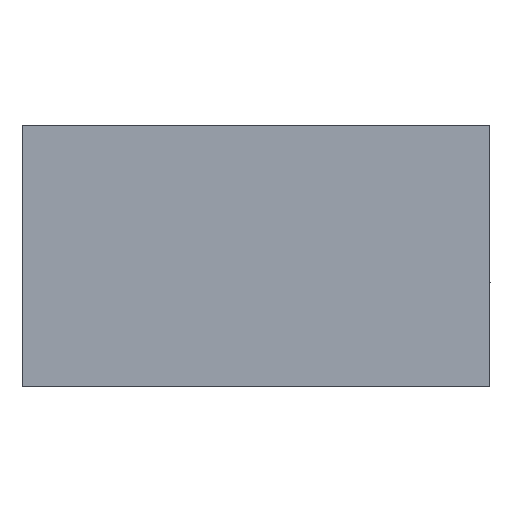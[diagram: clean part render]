
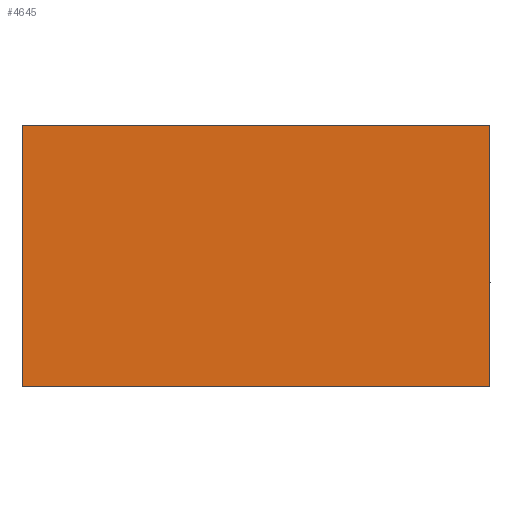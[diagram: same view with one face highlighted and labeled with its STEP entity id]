
A CAD part, front view. The second image highlights one B-rep face of the part: STEP entity #4645.
In plain terms, the highlighted planar face has unit normal (0, -1, 0).
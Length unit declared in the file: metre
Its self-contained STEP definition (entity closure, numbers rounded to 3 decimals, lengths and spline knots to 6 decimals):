
#1681=EDGE_CURVE('0:2665',#3418,#3424,#3427,.T.);
#2331=EDGE_CURVE('0:3640',#4326,#4327,#4328,.T.);
#2333=EDGE_CURVE('0:3643',#4326,#3418,#4330,.T.);
#2335=EDGE_CURVE('0:3646',#4327,#3424,#4332,.T.);
#3418=VERTEX_POINT('',#6222);
#3424=VERTEX_POINT('',#6232);
#3427=LINE('',#6237,#6238);
#4326=VERTEX_POINT('',#7666);
#4327=VERTEX_POINT('',#7667);
#4328=LINE('',#7668,#7669);
#4330=LINE('',#7672,#7673);
#4332=LINE('',#7676,#7677);
#4645=ADVANCED_FACE('0:2396',(#8303),#8304,.F.);
#6222=CARTESIAN_POINT('',(0.177,-0.068,-0.046));
#6232=CARTESIAN_POINT('',(0.177,-0.068,0.068));
#6237=CARTESIAN_POINT('',(0.177,-0.068,-0.0165));
#6238=VECTOR('',#8866,1.0);
#7666=CARTESIAN_POINT('',(-0.027,-0.068,-0.046));
#7667=CARTESIAN_POINT('',(-0.027,-0.068,0.068));
#7668=CARTESIAN_POINT('',(-0.027,-0.068,0.066));
#7669=VECTOR('',#9431,1.0);
#7672=CARTESIAN_POINT('',(0.177,-0.068,-0.046));
#7673=VECTOR('',#9432,1.0);
#7676=CARTESIAN_POINT('',(-0.027,-0.068,0.068));
#7677=VECTOR('',#9433,1.0);
#8303=FACE_OUTER_BOUND('',#9894,.T.);
#8304=PLANE('',#9895);
#8866=DIRECTION('',(0.0,0.,1.0));
#9431=DIRECTION('',(0.0,0.,1.0));
#9432=DIRECTION('',(1.0,0.0,0.0));
#9433=DIRECTION('',(1.0,0.0,0.0));
#9894=EDGE_LOOP('',(#11813,#11814,#11815,#11816));
#9895=AXIS2_PLACEMENT_3D('',#11817,#11818,#11819);
#11813=ORIENTED_EDGE('',*,*,#2331,.F.);
#11814=ORIENTED_EDGE('',*,*,#2333,.T.);
#11815=ORIENTED_EDGE('',*,*,#1681,.T.);
#11816=ORIENTED_EDGE('',*,*,#2335,.F.);
#11817=CARTESIAN_POINT('',(0.175,-0.068,-0.044));
#11818=DIRECTION('',(0.0,1.0,0.));
#11819=DIRECTION('',(0.0,0.,-1.0));
